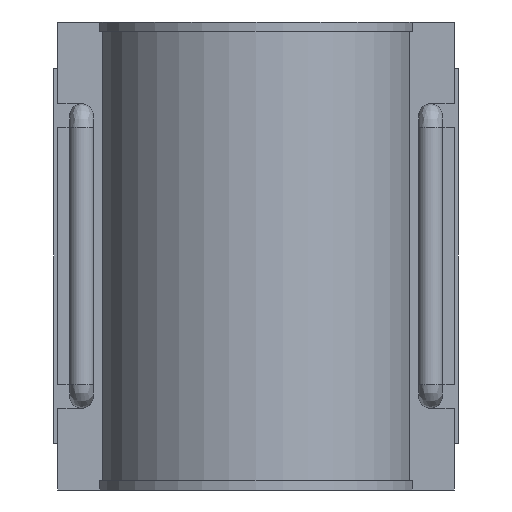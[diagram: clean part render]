
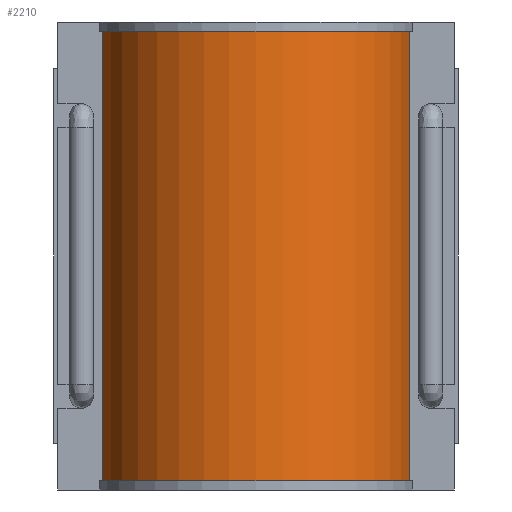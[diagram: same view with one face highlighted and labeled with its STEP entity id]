
A CAD part, front view. The second image highlights one B-rep face of the part: STEP entity #2210.
In plain terms, the highlighted cylindrical face has radius 39.375 mm (diameter 78.75 mm), a partial arc.
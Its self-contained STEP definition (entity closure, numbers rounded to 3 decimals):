
#31=LINE('',#3581,#238);
#66=LINE('',#3791,#273);
#238=VECTOR('',#2613,113.28);
#273=VECTOR('',#2690,113.28);
#559=CYLINDRICAL_SURFACE('',#2379,39.375);
#657=FACE_OUTER_BOUND('',#810,.T.);
#810=EDGE_LOOP('',(#1678,#1679,#1680,#1681));
#972=CIRCLE('',#2355,39.375);
#980=CIRCLE('',#2369,39.375);
#1059=VERTEX_POINT('',#3566);
#1060=VERTEX_POINT('',#3568);
#1064=VERTEX_POINT('',#3580);
#1083=VERTEX_POINT('',#3625);
#1275=EDGE_CURVE('',#1059,#1060,#972,.T.);
#1280=EDGE_CURVE('',#1059,#1064,#31,.T.);
#1302=EDGE_CURVE('',#1083,#1064,#980,.T.);
#1335=EDGE_CURVE('',#1060,#1083,#66,.T.);
#1678=ORIENTED_EDGE('',*,*,#1275,.T.);
#1679=ORIENTED_EDGE('',*,*,#1335,.T.);
#1680=ORIENTED_EDGE('',*,*,#1302,.T.);
#1681=ORIENTED_EDGE('',*,*,#1280,.F.);
#2210=ADVANCED_FACE('',(#657),#559,.T.);
#2355=AXIS2_PLACEMENT_3D('',#3570,#2603,#2604);
#2369=AXIS2_PLACEMENT_3D('',#3626,#2650,#2651);
#2379=AXIS2_PLACEMENT_3D('',#3792,#2691,#2692);
#2603=DIRECTION('center_axis',(0.,0.,1.));
#2604=DIRECTION('ref_axis',(1.,0.,0.));
#2613=DIRECTION('',(0.,0.,1.));
#2650=DIRECTION('center_axis',(0.,0.,-1.));
#2651=DIRECTION('ref_axis',(1.,0.,0.));
#2690=DIRECTION('',(0.,0.,1.));
#2691=DIRECTION('center_axis',(0.,0.,1.));
#2692=DIRECTION('ref_axis',(1.,0.,0.));
#3566=CARTESIAN_POINT('',(-38.579,-7.875,-56.64));
#3568=CARTESIAN_POINT('',(38.579,-7.875,-56.64));
#3570=CARTESIAN_POINT('Origin',(0.,0.,-56.64));
#3580=CARTESIAN_POINT('',(-38.579,-7.875,56.64));
#3581=CARTESIAN_POINT('',(-38.579,-7.875,0.));
#3625=CARTESIAN_POINT('',(38.579,-7.875,56.64));
#3626=CARTESIAN_POINT('Origin',(0.,0.,56.64));
#3791=CARTESIAN_POINT('',(38.579,-7.875,0.));
#3792=CARTESIAN_POINT('Origin',(0.,0.,0.));
